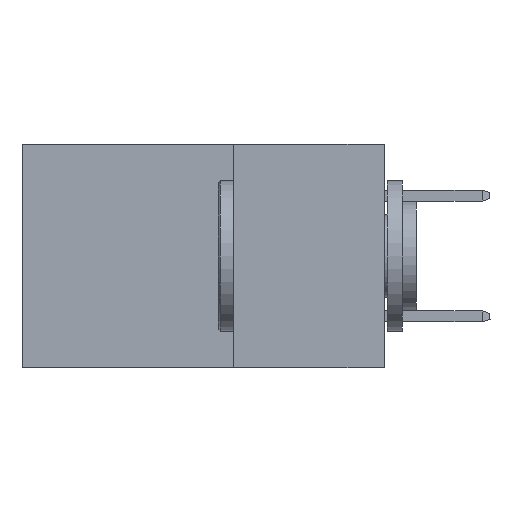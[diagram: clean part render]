
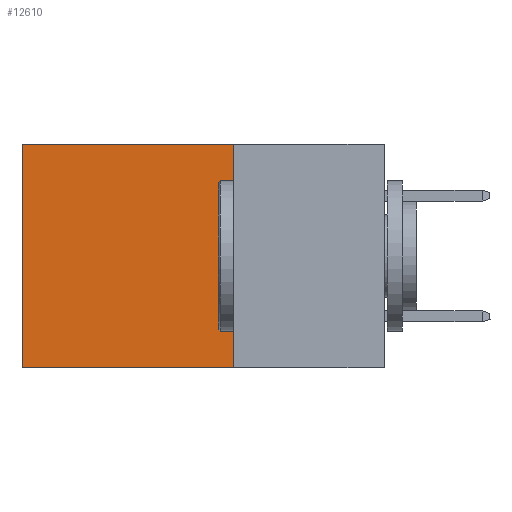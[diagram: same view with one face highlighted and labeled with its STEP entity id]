
A CAD part, left-side view. The second image highlights one B-rep face of the part: STEP entity #12610.
In plain terms, the highlighted planar face has unit normal (-1, 0, 0).
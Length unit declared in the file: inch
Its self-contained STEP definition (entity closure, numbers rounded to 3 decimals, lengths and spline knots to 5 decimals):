
#251 = EDGE_CURVE ( 'NONE', #653, #5331, #15558, .T. ) ;
#653 = VERTEX_POINT ( 'NONE', #7195 ) ;
#1009 = CARTESIAN_POINT ( 'NONE',  ( 0.2615, 0.25, -0.37 ) ) ;
#1101 = ORIENTED_EDGE ( 'NONE', *, *, #251, .F. ) ;
#1753 = VECTOR ( 'NONE', #15281, 39.37008 ) ;
#3856 = ORIENTED_EDGE ( 'NONE', *, *, #10409, .T. ) ;
#3972 = CARTESIAN_POINT ( 'NONE',  ( 0.2615, 0.25, -0.37 ) ) ;
#4352 = DIRECTION ( 'NONE',  ( 0., 1., 0. ) ) ;
#4555 = VERTEX_POINT ( 'NONE', #12319 ) ;
#4604 = CARTESIAN_POINT ( 'NONE',  ( 0.2615, 0.25, 0. ) ) ;
#4710 = DIRECTION ( 'NONE',  ( 0., 0., -1. ) ) ;
#4955 = PLANE ( 'NONE',  #12028 ) ;
#5331 = VERTEX_POINT ( 'NONE', #3972 ) ;
#5348 = CARTESIAN_POINT ( 'NONE',  ( 0.2615, 0.6, 0. ) ) ;
#5554 = VECTOR ( 'NONE', #4710, 39.37008 ) ;
#6242 = DIRECTION ( 'NONE',  ( 1., 0., 0. ) ) ;
#6795 = EDGE_CURVE ( 'NONE', #11840, #4555, #8627, .T. ) ;
#7195 = CARTESIAN_POINT ( 'NONE',  ( 0.2615, 0.25, 0. ) ) ;
#8140 = CARTESIAN_POINT ( 'NONE',  ( 0.2615, 0.25, -0.37 ) ) ;
#8627 = LINE ( 'NONE', #15366, #1753 ) ;
#9054 = EDGE_CURVE ( 'NONE', #5331, #4555, #12289, .T. ) ;
#9647 = LINE ( 'NONE', #4604, #15858 ) ;
#10235 = ORIENTED_EDGE ( 'NONE', *, *, #6795, .T. ) ;
#10409 = EDGE_CURVE ( 'NONE', #653, #11840, #9647, .T. ) ;
#11840 = VERTEX_POINT ( 'NONE', #5348 ) ;
#12028 = AXIS2_PLACEMENT_3D ( 'NONE', #1009, #6242, #15030 ) ;
#12029 = CARTESIAN_POINT ( 'NONE',  ( 0.2615, 0.25, -0.37 ) ) ;
#12284 = DIRECTION ( 'NONE',  ( 0., 1., 0. ) ) ;
#12289 = LINE ( 'NONE', #12029, #15137 ) ;
#12319 = CARTESIAN_POINT ( 'NONE',  ( 0.2615, 0.6, -0.37 ) ) ;
#12610 = ADVANCED_FACE ( 'NONE', ( #12931 ), #4955, .F. ) ;
#12931 = FACE_OUTER_BOUND ( 'NONE', #14962, .T. ) ;
#14962 = EDGE_LOOP ( 'NONE', ( #10235, #15406, #1101, #3856 ) ) ;
#15030 = DIRECTION ( 'NONE',  ( 0., 0., -1. ) ) ;
#15137 = VECTOR ( 'NONE', #12284, 39.37008 ) ;
#15281 = DIRECTION ( 'NONE',  ( 0., 0., -1. ) ) ;
#15366 = CARTESIAN_POINT ( 'NONE',  ( 0.2615, 0.6, -0.37 ) ) ;
#15406 = ORIENTED_EDGE ( 'NONE', *, *, #9054, .F. ) ;
#15558 = LINE ( 'NONE', #8140, #5554 ) ;
#15858 = VECTOR ( 'NONE', #4352, 39.37008 ) ;
